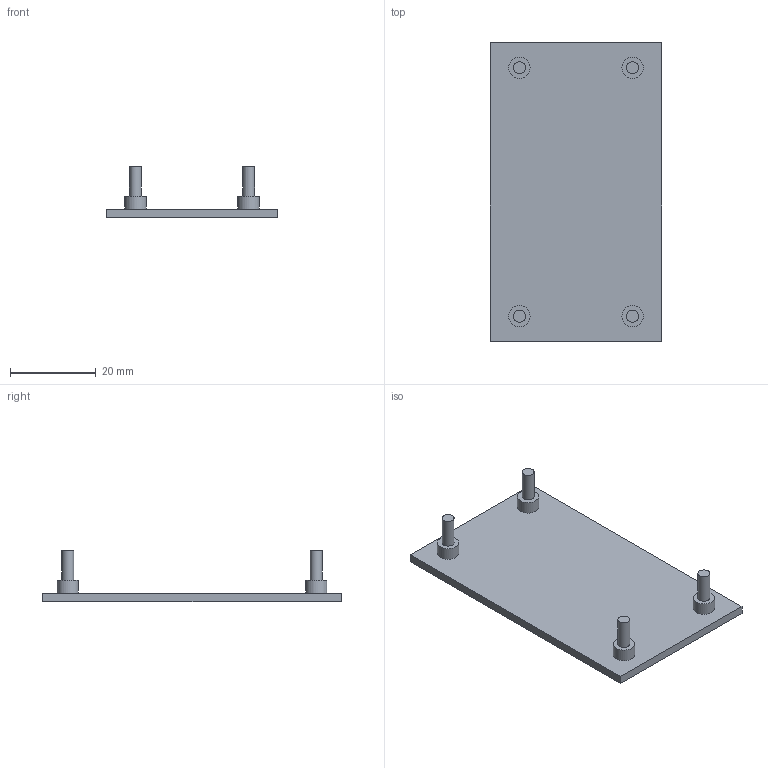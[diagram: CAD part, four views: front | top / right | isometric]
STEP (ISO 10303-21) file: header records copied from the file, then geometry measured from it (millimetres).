
FILE_DESCRIPTION(('STEP AP242'), '1');
FILE_NAME('itemPlankACDCAdapter', '', ('UNSPECIFIED'), ('UNSPECIFIED'), 'C3D Converter', 'C3D Toolkit', '');
FILE_SCHEMA(('AP242_MANAGED_MODEL_BASED_3D_ENGINEERING_MIM_LF { 1 0 10303 442 1 1 4 }'));
Length unit declared in the file: millimetre
Bounding box: 40 x 69.6 x 12 mm (x, y, z)
Volume: 5976 mm3; surface area: 6441.2 mm2
Topology: 1 solids, 1 shells, 22 faces, 36 edges, 24 vertices
Faces by surface type: plane 14, cylinder 8
Full cylindrical faces by diameter (mm): 2.8 x4, 5 x4
Entity records: 511 total; most frequent: DIRECTION 90, CARTESIAN_POINT 75, ORIENTED_EDGE 56, AXIS2_PLACEMENT_3D 39, EDGE_LOOP 38, EDGE_CURVE 28, VERTEX_POINT 24, ADVANCED_FACE 22
